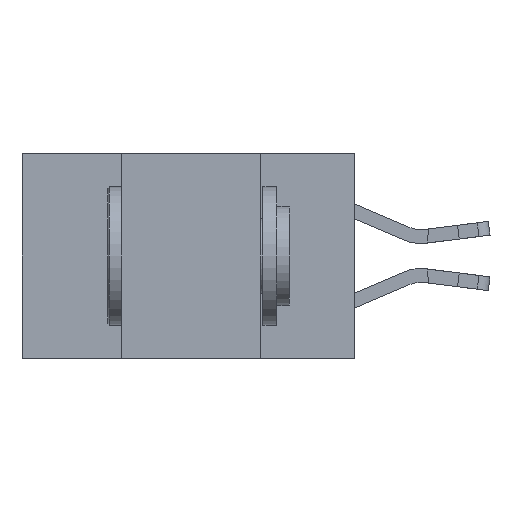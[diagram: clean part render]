
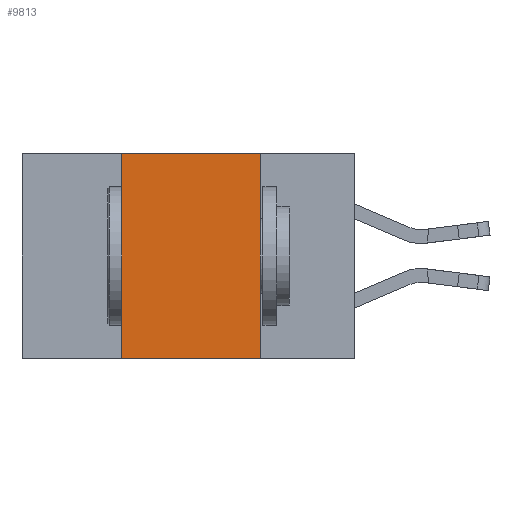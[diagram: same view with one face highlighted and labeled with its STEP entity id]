
A CAD part, left-side view. The second image highlights one B-rep face of the part: STEP entity #9813.
In plain terms, the highlighted planar face has unit normal (-1, 0, 0).
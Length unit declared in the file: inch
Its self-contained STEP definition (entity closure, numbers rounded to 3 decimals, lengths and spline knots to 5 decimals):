
#272 = LINE ( 'NONE', #9204, #21587 ) ;
#599 = CARTESIAN_POINT ( 'NONE',  ( 0., 0.6, -0.37 ) ) ;
#4541 = DIRECTION ( 'NONE',  ( 0., 0., -1. ) ) ;
#4925 = VERTEX_POINT ( 'NONE', #5139 ) ;
#5025 = LINE ( 'NONE', #19693, #20850 ) ;
#5139 = CARTESIAN_POINT ( 'NONE',  ( 0., 0.17, -0.37 ) ) ;
#5264 = FACE_OUTER_BOUND ( 'NONE', #14216, .T. ) ;
#6293 = EDGE_CURVE ( 'NONE', #18458, #4925, #16105, .T. ) ;
#6582 = PLANE ( 'NONE',  #23287 ) ;
#6882 = DIRECTION ( 'NONE',  ( 0., -1., 0. ) ) ;
#7169 = EDGE_CURVE ( 'NONE', #19332, #4925, #5025, .T. ) ;
#8146 = ORIENTED_EDGE ( 'NONE', *, *, #13713, .F. ) ;
#9204 = CARTESIAN_POINT ( 'NONE',  ( 0., 0.6, 0. ) ) ;
#9485 = DIRECTION ( 'NONE',  ( 0., 0., 1. ) ) ;
#9813 = ADVANCED_FACE ( 'NONE', ( #5264 ), #6582, .F. ) ;
#10585 = VECTOR ( 'NONE', #6882, 39.37008 ) ;
#11279 = DIRECTION ( 'NONE',  ( 0., -1., 0. ) ) ;
#11806 = CARTESIAN_POINT ( 'NONE',  ( 0., 0.42, -0.37 ) ) ;
#11868 = ORIENTED_EDGE ( 'NONE', *, *, #6293, .T. ) ;
#12413 = CARTESIAN_POINT ( 'NONE',  ( 0., 0.17, 0. ) ) ;
#12860 = CARTESIAN_POINT ( 'NONE',  ( 0., 0.42, 0. ) ) ;
#13713 = EDGE_CURVE ( 'NONE', #18458, #25356, #19082, .T. ) ;
#14216 = EDGE_LOOP ( 'NONE', ( #21183, #15818, #8146, #11868 ) ) ;
#14892 = CARTESIAN_POINT ( 'NONE',  ( 0., 0.6, 0. ) ) ;
#15818 = ORIENTED_EDGE ( 'NONE', *, *, #23697, .F. ) ;
#16105 = LINE ( 'NONE', #599, #10585 ) ;
#16955 = DIRECTION ( 'NONE',  ( 1., 0., 0. ) ) ;
#18456 = VECTOR ( 'NONE', #9485, 39.37008 ) ;
#18458 = VERTEX_POINT ( 'NONE', #11806 ) ;
#19082 = LINE ( 'NONE', #19748, #18456 ) ;
#19332 = VERTEX_POINT ( 'NONE', #12413 ) ;
#19693 = CARTESIAN_POINT ( 'NONE',  ( 0., 0.17, 0. ) ) ;
#19748 = CARTESIAN_POINT ( 'NONE',  ( 0., 0.42, 0. ) ) ;
#20850 = VECTOR ( 'NONE', #25726, 39.37008 ) ;
#21183 = ORIENTED_EDGE ( 'NONE', *, *, #7169, .F. ) ;
#21587 = VECTOR ( 'NONE', #11279, 39.37008 ) ;
#23287 = AXIS2_PLACEMENT_3D ( 'NONE', #14892, #16955, #4541 ) ;
#23697 = EDGE_CURVE ( 'NONE', #25356, #19332, #272, .T. ) ;
#25356 = VERTEX_POINT ( 'NONE', #12860 ) ;
#25726 = DIRECTION ( 'NONE',  ( 0., 0., -1. ) ) ;
